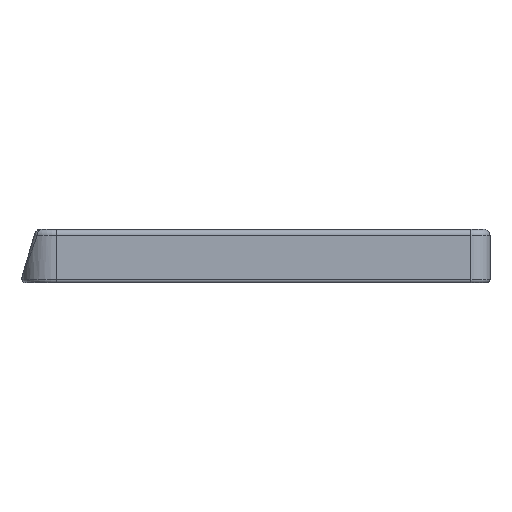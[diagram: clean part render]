
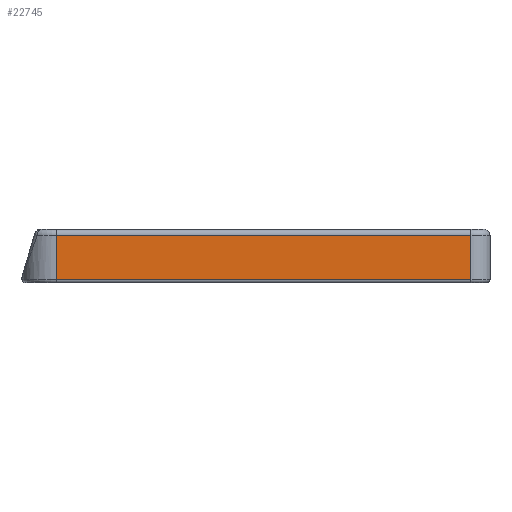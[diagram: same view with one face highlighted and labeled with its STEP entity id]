
A CAD part, left-side view. The second image highlights one B-rep face of the part: STEP entity #22745.
In plain terms, the highlighted planar face has unit normal (-1, 0, 0).
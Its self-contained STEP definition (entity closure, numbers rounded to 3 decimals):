
#808=PLANE('',#24987);
#2435=FACE_OUTER_BOUND('',#3829,.T.);
#3829=EDGE_LOOP('',(#21059,#21060,#21061,#21062));
#5854=LINE('',#37889,#8056);
#6022=LINE('',#38623,#8224);
#6023=LINE('',#38626,#8225);
#6024=LINE('',#38627,#8226);
#8056=VECTOR('',#30899,10.);
#8224=VECTOR('',#31417,10.);
#8225=VECTOR('',#31420,10.);
#8226=VECTOR('',#31421,10.);
#11425=VERTEX_POINT('',#37884);
#11426=VERTEX_POINT('',#37888);
#11597=VERTEX_POINT('',#38621);
#11598=VERTEX_POINT('',#38625);
#14542=EDGE_CURVE('',#11425,#11426,#5854,.T.);
#14807=EDGE_CURVE('',#11597,#11425,#6022,.T.);
#14808=EDGE_CURVE('',#11598,#11597,#6023,.T.);
#14809=EDGE_CURVE('',#11426,#11598,#6024,.T.);
#21059=ORIENTED_EDGE('',*,*,#14542,.F.);
#21060=ORIENTED_EDGE('',*,*,#14807,.F.);
#21061=ORIENTED_EDGE('',*,*,#14808,.F.);
#21062=ORIENTED_EDGE('',*,*,#14809,.F.);
#22745=ADVANCED_FACE('',(#2435),#808,.T.);
#24987=AXIS2_PLACEMENT_3D('',#38624,#31418,#31419);
#30899=DIRECTION('',(0.,1.,0.));
#31417=DIRECTION('',(0.,0.,-1.));
#31418=DIRECTION('center_axis',(-1.,0.,0.));
#31419=DIRECTION('ref_axis',(0.,-1.,0.));
#31420=DIRECTION('',(0.,-1.,0.));
#31421=DIRECTION('',(0.,0.,1.));
#37884=CARTESIAN_POINT('',(-4.475,-125.488,-8.2));
#37888=CARTESIAN_POINT('',(-4.475,5.975,-8.2));
#37889=CARTESIAN_POINT('',(-4.475,-23.528,-8.2));
#38621=CARTESIAN_POINT('',(-4.475,-125.488,5.8));
#38623=CARTESIAN_POINT('',(-4.475,-125.488,0.));
#38624=CARTESIAN_POINT('Origin',(-4.475,12.475,0.));
#38625=CARTESIAN_POINT('',(-4.475,5.975,5.8));
#38626=CARTESIAN_POINT('',(-4.475,-23.528,5.8));
#38627=CARTESIAN_POINT('',(-4.475,5.975,1.9));
